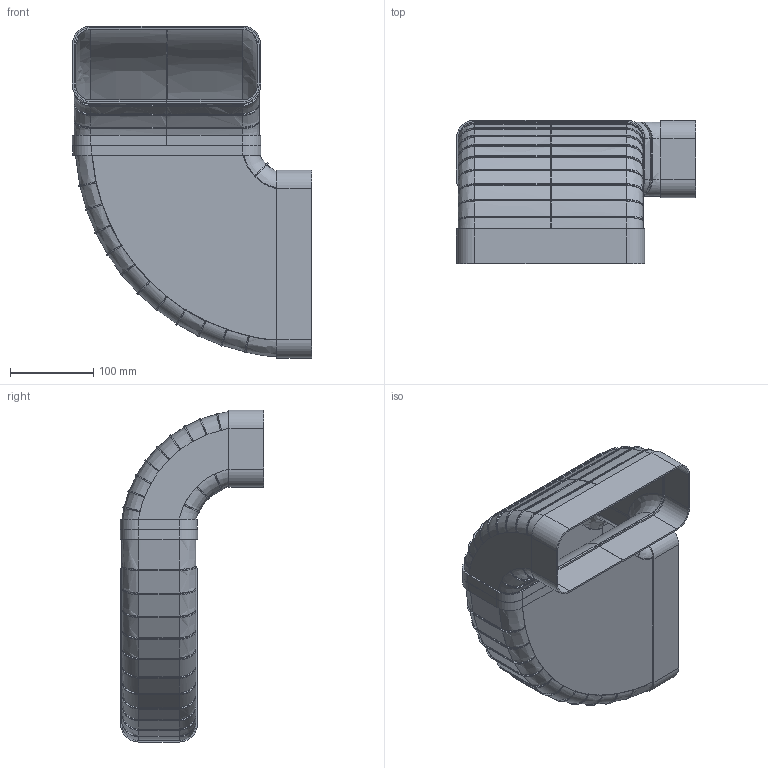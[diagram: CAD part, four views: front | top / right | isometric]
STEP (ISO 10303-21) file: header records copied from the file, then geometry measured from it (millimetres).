
FILE_DESCRIPTION(('STEP AP214'),'1');
FILE_NAME('fter.STP','2020-07-24T13:05:06',(' '),(' '),'Spatial InterOp 3D',' ',' ');
FILE_SCHEMA(('AUTOMOTIVE_DESIGN { 1 0 10303 214 1 1 1 1 }'));
Length unit declared in the file: millimetre
Products named in the file (1): gerades Prisma
Bounding box: 287.69 x 172.93 x 399.35 mm (x, y, z)
Volume: 541532.4 mm3; surface area: 559955.7 mm2
Topology: 3 solids, 3 shells, 532 faces, 1564 edges, 1027 vertices
Faces by surface type: plane 234, cylinder 152, bspline 107, extrusion 39
Entity records: 54098 total; most frequent: CARTESIAN_POINT 40986, ORIENTED_EDGE 3128, DIRECTION 2139, EDGE_CURVE 1564, VERTEX_POINT 1027, VECTOR 749, LINE 710, AXIS2_PLACEMENT_3D 695
